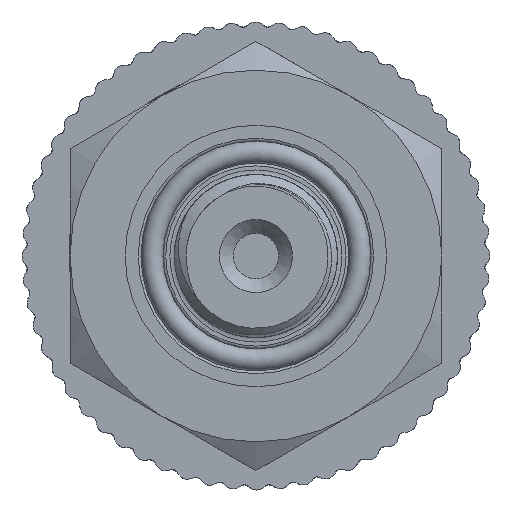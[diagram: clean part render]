
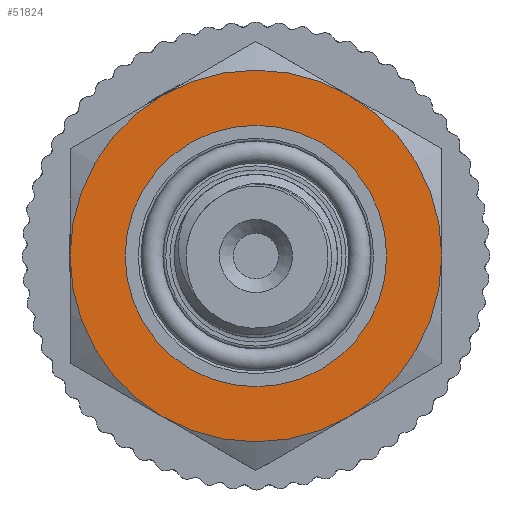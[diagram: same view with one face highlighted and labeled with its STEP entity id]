
A CAD part, left-side view. The second image highlights one B-rep face of the part: STEP entity #51824.
In plain terms, the highlighted face is planar.
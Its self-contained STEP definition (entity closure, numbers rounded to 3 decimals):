
#1071=FACE_BOUND('',#8405,.T.);
#2967=PLANE('',#55910);
#5669=FACE_OUTER_BOUND('',#8404,.T.);
#8404=EDGE_LOOP('',(#48353));
#8405=EDGE_LOOP('',(#48354));
#9232=CIRCLE('',#55873,13.5);
#9255=CIRCLE('',#55911,9.5);
#24777=VERTEX_POINT('',#113216);
#24795=VERTEX_POINT('',#113279);
#32619=EDGE_CURVE('',#24777,#24777,#9232,.T.);
#32649=EDGE_CURVE('',#24795,#24795,#9255,.T.);
#48353=ORIENTED_EDGE('',*,*,#32619,.T.);
#48354=ORIENTED_EDGE('',*,*,#32649,.F.);
#51824=ADVANCED_FACE('',(#5669,#1071),#2967,.T.);
#55873=AXIS2_PLACEMENT_3D('',#113217,#68123,#68124);
#55910=AXIS2_PLACEMENT_3D('',#113278,#68204,#68205);
#55911=AXIS2_PLACEMENT_3D('',#113280,#68206,#68207);
#68123=DIRECTION('center_axis',(1.,0.,0.));
#68124=DIRECTION('ref_axis',(0.,0.,-1.));
#68204=DIRECTION('center_axis',(1.,0.,0.));
#68205=DIRECTION('ref_axis',(0.,0.,-1.));
#68206=DIRECTION('center_axis',(1.,0.,0.));
#68207=DIRECTION('ref_axis',(0.,0.,-1.));
#113216=CARTESIAN_POINT('',(-14.,-13.5,0.));
#113217=CARTESIAN_POINT('Origin',(-14.,0.,0.));
#113278=CARTESIAN_POINT('Origin',(-14.,9.5,0.));
#113279=CARTESIAN_POINT('',(-14.,-9.5,0.));
#113280=CARTESIAN_POINT('Origin',(-14.,0.,0.));
